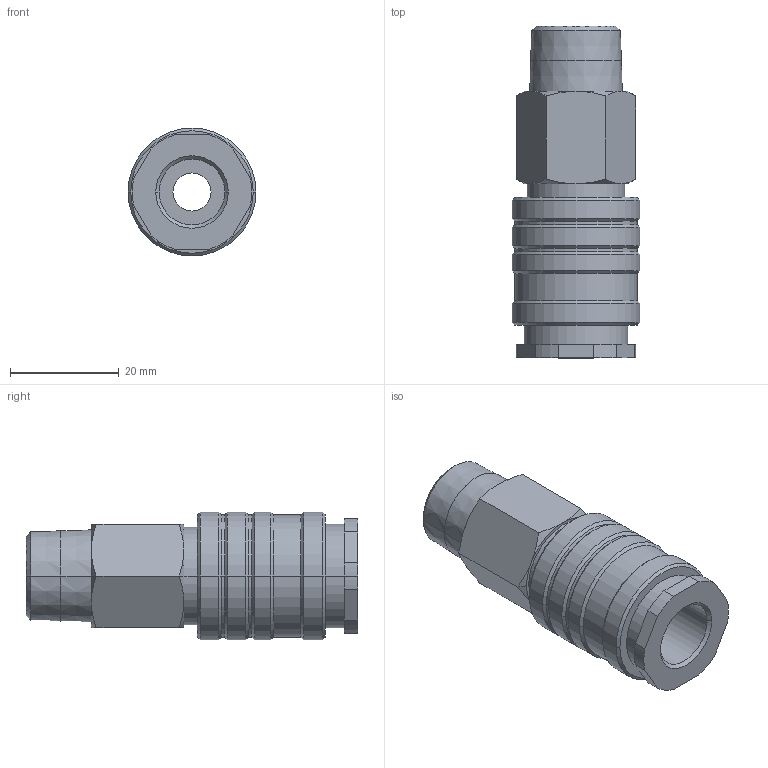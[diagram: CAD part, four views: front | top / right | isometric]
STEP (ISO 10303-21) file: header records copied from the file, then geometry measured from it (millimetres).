
FILE_DESCRIPTION(('STEP AP214'),'1');
FILE_NAME('esi_38_ao.stp','2020-03-05T08:52:48',('TraceParts'),('TraceParts S.A.'),'Spatial InterOp 3D',' ',' ');
FILE_SCHEMA(('automotive_design'));
Length unit declared in the file: millimetre
Products named in the file (1): 1
Bounding box: 23.5 x 61 x 23.5 mm (x, y, z)
Volume: 16360.1 mm3; surface area: 6780 mm2
Topology: 1 solids, 1 shells, 92 faces, 200 edges, 118 vertices
Faces by surface type: cone 40, cylinder 30, plane 22
Entity records: 3270 total; most frequent: CARTESIAN_POINT 507, DIRECTION 456, ORIENTED_EDGE 400, EDGE_CURVE 200, AXIS2_PLACEMENT_3D 187, VERTEX_POINT 118, EDGE_LOOP 102, CIRCLE 94
